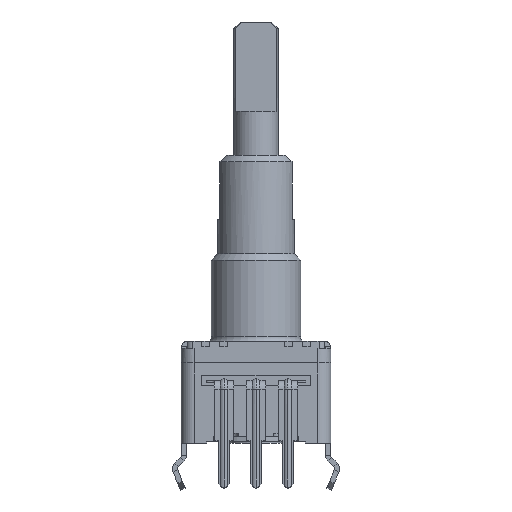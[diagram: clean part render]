
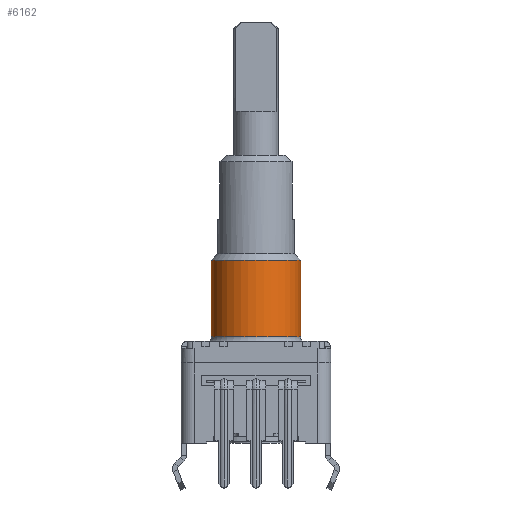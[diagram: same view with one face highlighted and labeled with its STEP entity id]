
A CAD part, front view. The second image highlights one B-rep face of the part: STEP entity #6162.
In plain terms, the highlighted cylindrical face has radius 3.5 mm (diameter 7 mm), a partial arc.
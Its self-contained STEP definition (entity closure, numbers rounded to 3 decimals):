
#82 = DIRECTION ( 'NONE',  ( 1., 0., 0. ) ) ;
#138 = ORIENTED_EDGE ( 'NONE', *, *, #19904, .T. ) ;
#549 = VERTEX_POINT ( 'NONE', #5791 ) ;
#892 = AXIS2_PLACEMENT_3D ( 'NONE', #7963, #24536, #12130 ) ;
#2536 = ORIENTED_EDGE ( 'NONE', *, *, #15745, .T. ) ;
#3229 = EDGE_CURVE ( 'NONE', #25227, #20517, #16885, .T. ) ;
#3768 = LINE ( 'NONE', #15439, #23828 ) ;
#5791 = CARTESIAN_POINT ( 'NONE',  ( 3.5, 0., 1.35 ) ) ;
#6162 = ADVANCED_FACE ( 'NONE', ( #10271 ), #25171, .T. ) ;
#6949 = DIRECTION ( 'NONE',  ( 1., 0., 0. ) ) ;
#7963 = CARTESIAN_POINT ( 'NONE',  ( 0., 0., 7.85 ) ) ;
#8331 = CARTESIAN_POINT ( 'NONE',  ( 0., 0., 1.35 ) ) ;
#9140 = DIRECTION ( 'NONE',  ( 0., 0., -1. ) ) ;
#9956 = EDGE_LOOP ( 'NONE', ( #138, #13287, #2536, #18310 ) ) ;
#10271 = FACE_OUTER_BOUND ( 'NONE', #9956, .T. ) ;
#10577 = AXIS2_PLACEMENT_3D ( 'NONE', #11270, #15537, #6949 ) ;
#10610 = EDGE_CURVE ( 'NONE', #16250, #549, #3768, .T. ) ;
#11270 = CARTESIAN_POINT ( 'NONE',  ( 0., 0., 7.35 ) ) ;
#11458 = DIRECTION ( 'NONE',  ( 0., 0., -1. ) ) ;
#12130 = DIRECTION ( 'NONE',  ( 1., 0., 0. ) ) ;
#12471 = CARTESIAN_POINT ( 'NONE',  ( 3.5, 0., 7.35 ) ) ;
#13287 = ORIENTED_EDGE ( 'NONE', *, *, #3229, .T. ) ;
#15439 = CARTESIAN_POINT ( 'NONE',  ( 3.5, 0., 7.85 ) ) ;
#15537 = DIRECTION ( 'NONE',  ( 0., 0., -1. ) ) ;
#15717 = AXIS2_PLACEMENT_3D ( 'NONE', #8331, #22996, #82 ) ;
#15745 = EDGE_CURVE ( 'NONE', #20517, #549, #23776, .T. ) ;
#16250 = VERTEX_POINT ( 'NONE', #12471 ) ;
#16885 = LINE ( 'NONE', #21525, #20768 ) ;
#18310 = ORIENTED_EDGE ( 'NONE', *, *, #10610, .F. ) ;
#19904 = EDGE_CURVE ( 'NONE', #16250, #25227, #19930, .T. ) ;
#19930 = CIRCLE ( 'NONE', #10577, 3.5 ) ;
#20517 = VERTEX_POINT ( 'NONE', #26504 ) ;
#20768 = VECTOR ( 'NONE', #9140, 1000. ) ;
#21198 = CARTESIAN_POINT ( 'NONE',  ( -3.5, 0., 7.35 ) ) ;
#21525 = CARTESIAN_POINT ( 'NONE',  ( -3.5, 0., 7.85 ) ) ;
#22996 = DIRECTION ( 'NONE',  ( 0., 0., 1. ) ) ;
#23776 = CIRCLE ( 'NONE', #15717, 3.5 ) ;
#23828 = VECTOR ( 'NONE', #11458, 1000. ) ;
#24536 = DIRECTION ( 'NONE',  ( 0., 0., 1. ) ) ;
#25171 = CYLINDRICAL_SURFACE ( 'NONE', #892, 3.5 ) ;
#25227 = VERTEX_POINT ( 'NONE', #21198 ) ;
#26504 = CARTESIAN_POINT ( 'NONE',  ( -3.5, 0., 1.35 ) ) ;
